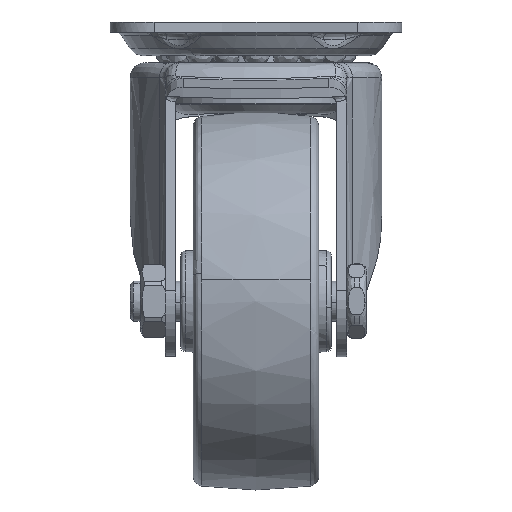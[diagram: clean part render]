
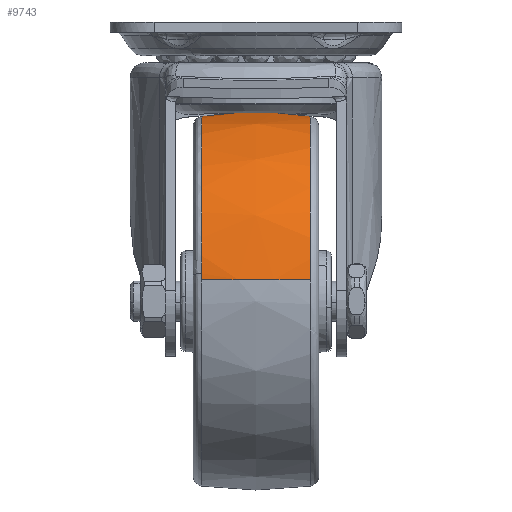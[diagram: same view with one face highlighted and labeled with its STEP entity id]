
A CAD part, left-side view. The second image highlights one B-rep face of the part: STEP entity #9743.
In plain terms, the highlighted free-form (B-spline) face has degree [2, 2] with [5, 5] control points.
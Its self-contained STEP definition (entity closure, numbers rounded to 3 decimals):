
#8546=CARTESIAN_POINT('',(-64.303,10.788,-49.984));
#8547=VERTEX_POINT('',#8546);
#8561=CARTESIAN_POINT('',(-28.0,10.788,-18.78));
#8562=VERTEX_POINT('',#8561);
#8563=CARTESIAN_POINT('',(-28.0,10.788,-18.78));
#8564=CARTESIAN_POINT('',(-59.562,10.788,-18.78));
#8565=CARTESIAN_POINT('',(-64.303,10.788,-49.984));
#8573=(BOUNDED_CURVE()B_SPLINE_CURVE(2,(#8563,#8564,#8565),.UNSPECIFIED.,.F.,.U.)B_SPLINE_CURVE_WITH_KNOTS((3,3),(0.5,0.724),.UNSPECIFIED.)CURVE()GEOMETRIC_REPRESENTATION_ITEM()RATIONAL_B_SPLINE_CURVE((1.0,0.737,0.946))REPRESENTATION_ITEM(''));
#8574=EDGE_CURVE('',#8562,#8547,#8573,.T.);
#8663=CARTESIAN_POINT('',(-64.475,10.788,-51.26));
#8664=VERTEX_POINT('',#8663);
#8680=CARTESIAN_POINT('',(-64.303,10.788,-49.984));
#8681=CARTESIAN_POINT('',(-64.4,10.788,-50.62));
#8682=CARTESIAN_POINT('',(-64.475,10.788,-51.26));
#8690=(BOUNDED_CURVE()B_SPLINE_CURVE(2,(#8680,#8681,#8682),.UNSPECIFIED.,.F.,.U.)B_SPLINE_CURVE_WITH_KNOTS((3,3),(0.724,0.73),.UNSPECIFIED.)CURVE()GEOMETRIC_REPRESENTATION_ITEM()RATIONAL_B_SPLINE_CURVE((0.946,0.951,0.957))REPRESENTATION_ITEM(''));
#8691=EDGE_CURVE('',#8547,#8664,#8690,.T.);
#8893=CARTESIAN_POINT('',(-28.0,-10.788,-18.78));
#8894=VERTEX_POINT('',#8893);
#8908=CARTESIAN_POINT('',(-64.475,-10.788,-51.26));
#8909=VERTEX_POINT('',#8908);
#8910=CARTESIAN_POINT('',(-28.0,-10.788,-18.78));
#8911=CARTESIAN_POINT('',(-60.699,-10.788,-18.78));
#8912=CARTESIAN_POINT('',(-64.475,-10.788,-51.26));
#8920=(BOUNDED_CURVE()B_SPLINE_CURVE(2,(#8910,#8911,#8912),.UNSPECIFIED.,.F.,.U.)B_SPLINE_CURVE_WITH_KNOTS((3,3),(0.5,0.73),.UNSPECIFIED.)CURVE()GEOMETRIC_REPRESENTATION_ITEM()RATIONAL_B_SPLINE_CURVE((1.0,0.731,0.957))REPRESENTATION_ITEM(''));
#8921=EDGE_CURVE('',#8894,#8909,#8920,.T.);
#9666=CARTESIAN_POINT('',(-28.0,-10.788,-18.78));
#9667=CARTESIAN_POINT('',(-28.,-5.422,-18.));
#9668=CARTESIAN_POINT('',(-28.0,0.,-18.));
#9669=CARTESIAN_POINT('',(-28.,5.422,-18.));
#9670=CARTESIAN_POINT('',(-28.0,10.788,-18.78));
#9678=(BOUNDED_CURVE()B_SPLINE_CURVE(2,(#9666,#9667,#9668,#9669,#9670),.UNSPECIFIED.,.F.,.U.)B_SPLINE_CURVE_WITH_KNOTS((3,2,3),(0.429,0.5,0.571),.UNSPECIFIED.)CURVE()GEOMETRIC_REPRESENTATION_ITEM()RATIONAL_B_SPLINE_CURVE((0.967,0.981,1.0,0.981,0.967))REPRESENTATION_ITEM(''));
#9679=EDGE_CURVE('',#8894,#8562,#9678,.T.);
#9685=CARTESIAN_POINT('',(-64.475,-10.788,-51.26));
#9686=CARTESIAN_POINT('',(-65.249,-5.422,-51.17));
#9687=CARTESIAN_POINT('',(-65.249,0.,-51.17));
#9688=CARTESIAN_POINT('',(-65.249,5.422,-51.17));
#9689=CARTESIAN_POINT('',(-64.475,10.788,-51.26));
#9697=(BOUNDED_CURVE()B_SPLINE_CURVE(2,(#9685,#9686,#9687,#9688,#9689),.UNSPECIFIED.,.F.,.U.)B_SPLINE_CURVE_WITH_KNOTS((3,2,3),(0.429,0.5,0.571),.UNSPECIFIED.)CURVE()GEOMETRIC_REPRESENTATION_ITEM()RATIONAL_B_SPLINE_CURVE((0.926,0.939,0.957,0.939,0.926))REPRESENTATION_ITEM(''));
#9698=EDGE_CURVE('',#8909,#8664,#9697,.T.);
#9703=CARTESIAN_POINT('',(-27.763,-11.875,-18.946));
#9704=CARTESIAN_POINT('',(-27.757,-5.975,-18.));
#9705=CARTESIAN_POINT('',(-27.757,0.,-18.));
#9706=CARTESIAN_POINT('',(-27.757,5.975,-18.));
#9707=CARTESIAN_POINT('',(-27.763,11.875,-18.946));
#9708=CARTESIAN_POINT('',(-27.881,-11.875,-18.946));
#9709=CARTESIAN_POINT('',(-27.878,-5.975,-18.));
#9710=CARTESIAN_POINT('',(-27.878,0.,-18.));
#9711=CARTESIAN_POINT('',(-27.878,5.975,-18.));
#9712=CARTESIAN_POINT('',(-27.881,11.875,-18.946));
#9713=CARTESIAN_POINT('',(-60.551,-11.875,-18.946));
#9714=CARTESIAN_POINT('',(-61.393,-5.975,-18.));
#9715=CARTESIAN_POINT('',(-61.393,0.,-18.));
#9716=CARTESIAN_POINT('',(-61.393,5.975,-18.));
#9717=CARTESIAN_POINT('',(-60.551,11.875,-18.946));
#9718=CARTESIAN_POINT('',(-64.324,-11.875,-51.403));
#9719=CARTESIAN_POINT('',(-65.264,-5.975,-51.297));
#9720=CARTESIAN_POINT('',(-65.264,0.,-51.297));
#9721=CARTESIAN_POINT('',(-65.264,5.975,-51.297));
#9722=CARTESIAN_POINT('',(-64.324,11.875,-51.403));
#9723=CARTESIAN_POINT('',(-64.338,-11.875,-51.526));
#9724=CARTESIAN_POINT('',(-65.279,-5.975,-51.423));
#9725=CARTESIAN_POINT('',(-65.279,0.,-51.423));
#9726=CARTESIAN_POINT('',(-65.279,5.975,-51.423));
#9727=CARTESIAN_POINT('',(-64.338,11.875,-51.526));
#9735=(BOUNDED_SURFACE()B_SPLINE_SURFACE(2,2,((#9703,#9708,#9713,#9718,#9723),(#9704,#9709,#9714,#9719,#9724),(#9705,#9710,#9715,#9720,#9725),(#9706,#9711,#9716,#9721,#9726),(#9707,#9712,#9717,#9722,#9727)),.UNSPECIFIED.,.F.,.F.,.U.)B_SPLINE_SURFACE_WITH_KNOTS((3,2,3),(3,1,1,3),(0.0,12.129,24.257),(0.0,0.285,57.384,57.67),.UNSPECIFIED.)GEOMETRIC_REPRESENTATION_ITEM()RATIONAL_B_SPLINE_SURFACE(((0.967,0.966,0.705,0.924,0.925),(0.982,0.98,0.715,0.938,0.939),(1.003,1.001,0.731,0.958,0.959),(0.982,0.98,0.715,0.938,0.939),(0.967,0.966,0.705,0.924,0.925)))REPRESENTATION_ITEM('')SURFACE());
#9736=ORIENTED_EDGE('',*,*,#8574,.T.);
#9737=ORIENTED_EDGE('',*,*,#8691,.T.);
#9738=ORIENTED_EDGE('',*,*,#9698,.F.);
#9739=ORIENTED_EDGE('',*,*,#8921,.F.);
#9740=ORIENTED_EDGE('',*,*,#9679,.T.);
#9741=EDGE_LOOP('',(#9736,#9737,#9738,#9739,#9740));
#9742=FACE_OUTER_BOUND('',#9741,.T.);
#9743=ADVANCED_FACE('',(#9742),#9735,.T.);
